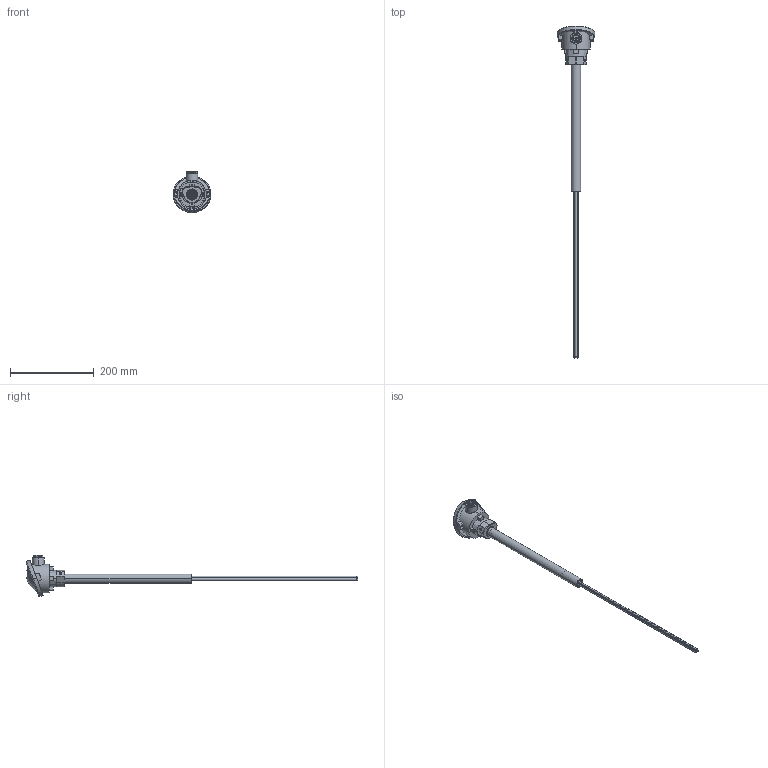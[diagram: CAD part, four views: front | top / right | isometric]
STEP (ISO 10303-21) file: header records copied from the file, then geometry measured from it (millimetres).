
FILE_DESCRIPTION (( 'STEP AP214' ), '1' );
FILE_NAME ('13-0103-SR22x300.STEP', '2023-10-17T05:54:46', ( '' ), ( '' ), 'SwSTEP 2.0', 'SolidWorks 2022', '' );
FILE_SCHEMA (( 'AUTOMOTIVE_DESIGN' ));
Length unit declared in the file: millimetre
Products named in the file (27): 22-2003-1102-16; 22-0103-1101-06; Luesterklemme_BG-1; Kopfeinsatz_Deckel; Cover^Anschlusskopf_Form_A; Luesterklemme-1-1; Schraube_M5_Kopf; Luesterklemme_BG-2; 23-0102-35_23-0102-35-0738; Scheibe_M5_Kopf; Einschub-1-1; Kabelverschaubung_M20x15_Gummi; socket set screw cone point_din(DIN 914 - M5 x 6-C); Anschlusskopf_Form_A; body^Anschlusskopf_Form_A; 22-0000-1018-01-1; Anschlusskopf_Form_A_Kopf; slotted pan head screw_din(DIN EN ISO 1580 - M4 x 16 - 16C); 13-0103-SR22x300; slotted pan head screw_din(DIN EN ISO 1580 - M4 x 8 - 8C); 22-0103-1102-05; Montageplatte_3fach; Kopfeinsatz_Mutter; Kopfeinsatz_Dichtring_Deckel; 23-0103-35_23-0103-35-0740; Kopfeinsatz_Quetschring; Schraube_M3-1-1
Assembly tree (45 placements, depth 4):
  13-0103-SR22x300
    22-0103-1102-05
    22-2003-1102-16
    22-0103-1101-06
    23-0103-35_23-0103-35-0740  x3
    Anschlusskopf_Form_A
      body^Anschlusskopf_Form_A
        Anschlusskopf_Form_A_Kopf
        Kabelverschaubung_M20x15_Gummi
        Kopfeinsatz_Mutter
        Kopfeinsatz_Quetschring
        socket set screw cone point_din(DIN 914 - M5 x 6-C)  x2
      Cover^Anschlusskopf_Form_A
        Kopfeinsatz_Dichtring_Deckel
        Kopfeinsatz_Deckel
        Schraube_M5_Kopf  x2
        Scheibe_M5_Kopf  x2
    23-0102-35_23-0102-35-0738  x2
    Montageplatte_3fach
      Luesterklemme_BG-1
        Luesterklemme-1-1
        Einschub-1-1  x2
        Schraube_M3-1-1  x4
      Luesterklemme_BG-2
        Luesterklemme-1-1
        Einschub-1-1  x2
        Schraube_M3-1-1  x4
      22-0000-1018-01-1
      slotted pan head screw_din(DIN EN ISO 1580 - M4 x 16 - 16C)  x2
      slotted pan head screw_din(DIN EN ISO 1580 - M4 x 8 - 8C)  x2
Bounding box: 90 x 792.03 x 98.48 mm (x, y, z)
Volume: 141642.9 mm3; surface area: 199572.1 mm2
Topology: 38 solids, 40 shells, 672 faces, 1585 edges, 1017 vertices
Faces by surface type: cylinder 290, plane 284, cone 56, torus 21, sphere 19, bspline 2
Entity records: 13853 total; most frequent: CARTESIAN_POINT 2815, DIRECTION 2251, ORIENTED_EDGE 1918, EDGE_CURVE 960, AXIS2_PLACEMENT_3D 901, VERTEX_POINT 618, EDGE_LOOP 517, VECTOR 449
